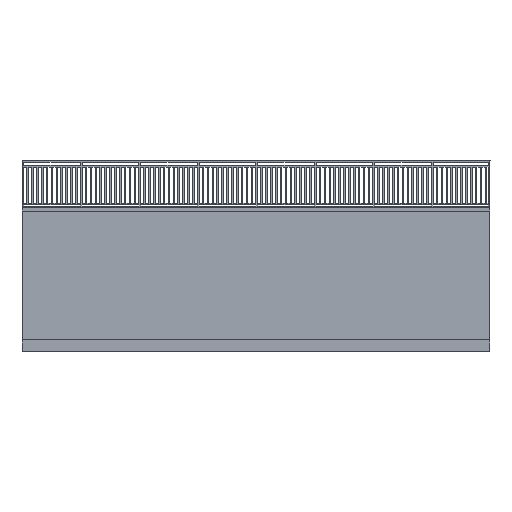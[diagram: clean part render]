
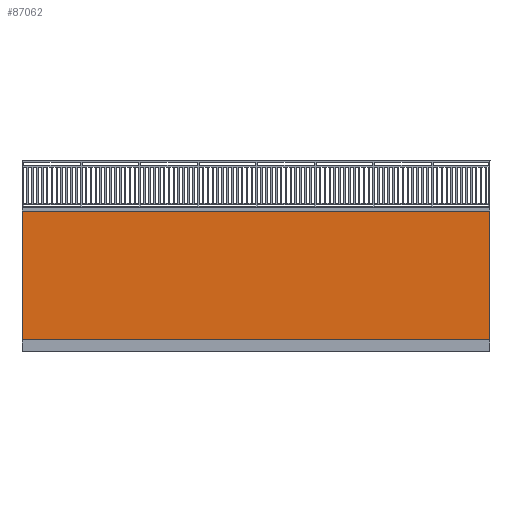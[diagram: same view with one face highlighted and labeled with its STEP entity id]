
A CAD part, left-side view. The second image highlights one B-rep face of the part: STEP entity #87062.
In plain terms, the highlighted planar face has unit normal (-1, 0, 0).
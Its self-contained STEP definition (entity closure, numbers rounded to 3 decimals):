
#5490=PLANE('',#92037);
#9954=FACE_OUTER_BOUND('',#14580,.T.);
#14580=EDGE_LOOP('',(#60025,#60026,#60027,#60028));
#19799=LINE('',#128149,#28629);
#19804=LINE('',#128168,#28634);
#19806=LINE('',#128172,#28636);
#19807=LINE('',#128173,#28637);
#28629=VECTOR('',#101156,0.039);
#28634=VECTOR('',#101167,0.039);
#28636=VECTOR('',#101171,0.039);
#28637=VECTOR('',#101172,0.039);
#37517=VERTEX_POINT('',#128147);
#37518=VERTEX_POINT('',#128148);
#37523=VERTEX_POINT('',#128167);
#37524=VERTEX_POINT('',#128171);
#46499=EDGE_CURVE('',#37517,#37518,#19799,.T.);
#46506=EDGE_CURVE('',#37523,#37517,#19804,.T.);
#46508=EDGE_CURVE('',#37524,#37518,#19806,.T.);
#46509=EDGE_CURVE('',#37523,#37524,#19807,.T.);
#60025=ORIENTED_EDGE('',*,*,#46508,.F.);
#60026=ORIENTED_EDGE('',*,*,#46509,.F.);
#60027=ORIENTED_EDGE('',*,*,#46506,.T.);
#60028=ORIENTED_EDGE('',*,*,#46499,.T.);
#87062=ADVANCED_FACE('',(#9954),#5490,.T.);
#92037=AXIS2_PLACEMENT_3D('',#128170,#101169,#101170);
#101156=DIRECTION('',(0.,0.,-1.));
#101167=DIRECTION('',(0.,1.,0.));
#101169=DIRECTION('center_axis',(-1.,0.,0.));
#101170=DIRECTION('ref_axis',(0.,0.,1.));
#101171=DIRECTION('',(0.,1.,0.));
#101172=DIRECTION('',(0.,0.,-1.));
#128147=CARTESIAN_POINT('',(0.,472.441,141.732));
#128148=CARTESIAN_POINT('',(0.,472.441,11.811));
#128149=CARTESIAN_POINT('',(0.,472.441,74.803));
#128167=CARTESIAN_POINT('',(0.,0.,141.732));
#128168=CARTESIAN_POINT('',(0.,177.165,141.732));
#128170=CARTESIAN_POINT('Origin',(0.,177.165,72.835));
#128171=CARTESIAN_POINT('',(0.,0.,11.811));
#128172=CARTESIAN_POINT('',(0.,177.165,11.811));
#128173=CARTESIAN_POINT('',(0.,0.,72.835));
